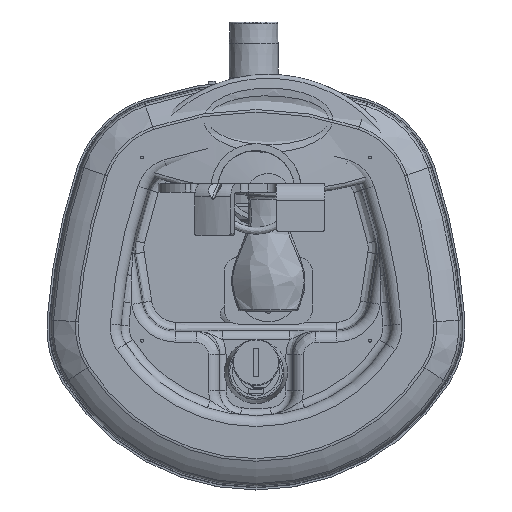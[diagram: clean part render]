
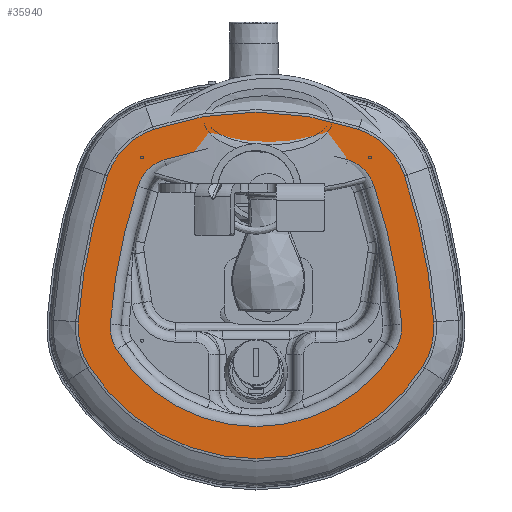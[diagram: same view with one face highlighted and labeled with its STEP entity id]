
A CAD part, top view. The second image highlights one B-rep face of the part: STEP entity #35940.
In plain terms, the highlighted planar face has unit normal (0, 0, 1).
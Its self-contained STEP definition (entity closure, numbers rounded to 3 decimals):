
#2451=FACE_BOUND('',#6691,.T.);
#2716=PLANE('',#38819);
#4492=FACE_OUTER_BOUND('',#6690,.T.);
#6690=EDGE_LOOP('',(#25223,#25224,#25225,#25226,#25227,#25228,#25229,#25230));
#6691=EDGE_LOOP('',(#25231,#25232,#25233,#25234,#25235,#25236,#25237,#25238));
#9196=CIRCLE('',#38794,2.765);
#9198=CIRCLE('',#38797,1.038);
#9200=CIRCLE('',#38800,8.45);
#9202=CIRCLE('',#38803,1.038);
#9204=CIRCLE('',#38806,4.413);
#9206=CIRCLE('',#38809,1.038);
#9208=CIRCLE('',#38812,8.45);
#9210=CIRCLE('',#38815,1.038);
#9213=CIRCLE('',#38820,7.999);
#9214=CIRCLE('',#38821,0.587);
#9215=CIRCLE('',#38822,2.314);
#9216=CIRCLE('',#38823,0.587);
#9217=CIRCLE('',#38824,7.999);
#9218=CIRCLE('',#38825,0.587);
#9219=CIRCLE('',#38826,3.962);
#9220=CIRCLE('',#38827,0.587);
#16139=VERTEX_POINT('',#52255);
#16141=VERTEX_POINT('',#52259);
#16142=VERTEX_POINT('',#52263);
#16143=VERTEX_POINT('',#52267);
#16144=VERTEX_POINT('',#52271);
#16145=VERTEX_POINT('',#52275);
#16146=VERTEX_POINT('',#52279);
#16148=VERTEX_POINT('',#52284);
#16149=VERTEX_POINT('',#52294);
#16150=VERTEX_POINT('',#52295);
#16151=VERTEX_POINT('',#52297);
#16152=VERTEX_POINT('',#52299);
#16153=VERTEX_POINT('',#52301);
#16154=VERTEX_POINT('',#52303);
#16155=VERTEX_POINT('',#52305);
#16156=VERTEX_POINT('',#52307);
#19643=EDGE_CURVE('',#16141,#16139,#9196,.T.);
#19645=EDGE_CURVE('',#16142,#16141,#9198,.T.);
#19647=EDGE_CURVE('',#16143,#16142,#9200,.T.);
#19649=EDGE_CURVE('',#16144,#16143,#9202,.T.);
#19651=EDGE_CURVE('',#16145,#16144,#9204,.T.);
#19653=EDGE_CURVE('',#16146,#16145,#9206,.T.);
#19655=EDGE_CURVE('',#16148,#16146,#9208,.T.);
#19657=EDGE_CURVE('',#16139,#16148,#9210,.T.);
#19660=EDGE_CURVE('',#16149,#16150,#9213,.T.);
#19661=EDGE_CURVE('',#16151,#16149,#9214,.T.);
#19662=EDGE_CURVE('',#16152,#16151,#9215,.T.);
#19663=EDGE_CURVE('',#16153,#16152,#9216,.T.);
#19664=EDGE_CURVE('',#16154,#16153,#9217,.T.);
#19665=EDGE_CURVE('',#16155,#16154,#9218,.T.);
#19666=EDGE_CURVE('',#16156,#16155,#9219,.T.);
#19667=EDGE_CURVE('',#16150,#16156,#9220,.T.);
#25223=ORIENTED_EDGE('',*,*,#19643,.F.);
#25224=ORIENTED_EDGE('',*,*,#19645,.F.);
#25225=ORIENTED_EDGE('',*,*,#19647,.F.);
#25226=ORIENTED_EDGE('',*,*,#19649,.F.);
#25227=ORIENTED_EDGE('',*,*,#19651,.F.);
#25228=ORIENTED_EDGE('',*,*,#19653,.F.);
#25229=ORIENTED_EDGE('',*,*,#19655,.F.);
#25230=ORIENTED_EDGE('',*,*,#19657,.F.);
#25231=ORIENTED_EDGE('',*,*,#19660,.F.);
#25232=ORIENTED_EDGE('',*,*,#19661,.F.);
#25233=ORIENTED_EDGE('',*,*,#19662,.F.);
#25234=ORIENTED_EDGE('',*,*,#19663,.F.);
#25235=ORIENTED_EDGE('',*,*,#19664,.F.);
#25236=ORIENTED_EDGE('',*,*,#19665,.F.);
#25237=ORIENTED_EDGE('',*,*,#19666,.F.);
#25238=ORIENTED_EDGE('',*,*,#19667,.F.);
#35940=ADVANCED_FACE('',(#4492,#2451),#2716,.T.);
#38794=AXIS2_PLACEMENT_3D('',#52261,#42566,#42567);
#38797=AXIS2_PLACEMENT_3D('',#52265,#42572,#42573);
#38800=AXIS2_PLACEMENT_3D('',#52269,#42578,#42579);
#38803=AXIS2_PLACEMENT_3D('',#52273,#42584,#42585);
#38806=AXIS2_PLACEMENT_3D('',#52277,#42590,#42591);
#38809=AXIS2_PLACEMENT_3D('',#52281,#42596,#42597);
#38812=AXIS2_PLACEMENT_3D('',#52286,#42602,#42603);
#38815=AXIS2_PLACEMENT_3D('',#52289,#42608,#42609);
#38819=AXIS2_PLACEMENT_3D('',#52293,#42616,#42617);
#38820=AXIS2_PLACEMENT_3D('',#52296,#42618,#42619);
#38821=AXIS2_PLACEMENT_3D('',#52298,#42620,#42621);
#38822=AXIS2_PLACEMENT_3D('',#52300,#42622,#42623);
#38823=AXIS2_PLACEMENT_3D('',#52302,#42624,#42625);
#38824=AXIS2_PLACEMENT_3D('',#52304,#42626,#42627);
#38825=AXIS2_PLACEMENT_3D('',#52306,#42628,#42629);
#38826=AXIS2_PLACEMENT_3D('',#52308,#42630,#42631);
#38827=AXIS2_PLACEMENT_3D('',#52309,#42632,#42633);
#42566=DIRECTION('center_axis',(0.,0.,-1.));
#42567=DIRECTION('ref_axis',(0.,-1.,0.));
#42572=DIRECTION('center_axis',(0.,0.,-1.));
#42573=DIRECTION('ref_axis',(0.97,-0.242,0.));
#42578=DIRECTION('center_axis',(0.,0.,-1.));
#42579=DIRECTION('ref_axis',(0.98,0.197,0.));
#42584=DIRECTION('center_axis',(0.,0.,-1.));
#42585=DIRECTION('ref_axis',(0.711,0.703,0.));
#42590=DIRECTION('center_axis',(0.,0.,-1.));
#42591=DIRECTION('ref_axis',(0.,1.,0.));
#42596=DIRECTION('center_axis',(0.,0.,-1.));
#42597=DIRECTION('ref_axis',(-0.711,0.703,0.));
#42602=DIRECTION('center_axis',(0.,0.,-1.));
#42603=DIRECTION('ref_axis',(-0.98,0.197,0.));
#42608=DIRECTION('center_axis',(0.,0.,-1.));
#42609=DIRECTION('ref_axis',(-0.97,-0.242,0.));
#42616=DIRECTION('center_axis',(0.,0.,1.));
#42617=DIRECTION('ref_axis',(1.,0.,0.));
#42618=DIRECTION('center_axis',(0.,0.,1.));
#42619=DIRECTION('ref_axis',(0.98,0.197,0.));
#42620=DIRECTION('center_axis',(0.,0.,1.));
#42621=DIRECTION('ref_axis',(0.97,-0.242,0.));
#42622=DIRECTION('center_axis',(0.,0.,1.));
#42623=DIRECTION('ref_axis',(0.,-1.,0.));
#42624=DIRECTION('center_axis',(0.,0.,1.));
#42625=DIRECTION('ref_axis',(-0.97,-0.242,0.));
#42626=DIRECTION('center_axis',(0.,0.,1.));
#42627=DIRECTION('ref_axis',(-0.98,0.197,0.));
#42628=DIRECTION('center_axis',(0.,0.,1.));
#42629=DIRECTION('ref_axis',(-0.711,0.703,0.));
#42630=DIRECTION('center_axis',(0.,0.,1.));
#42631=DIRECTION('ref_axis',(0.,1.,0.));
#42632=DIRECTION('center_axis',(0.,0.,1.));
#42633=DIRECTION('ref_axis',(0.711,0.703,0.));
#52255=CARTESIAN_POINT('',(-2.34,-2.233,1.5));
#52259=CARTESIAN_POINT('',(2.34,-2.233,1.5));
#52261=CARTESIAN_POINT('Origin',(0.,-0.76,
1.5));
#52263=CARTESIAN_POINT('',(2.497,-1.604,1.5));
#52265=CARTESIAN_POINT('Origin',(1.462,-1.68,1.5));
#52267=CARTESIAN_POINT('',(2.085,0.45,1.5));
#52269=CARTESIAN_POINT('Origin',(-5.93,-2.225,1.5));
#52271=CARTESIAN_POINT('',(1.439,1.102,1.5));
#52273=CARTESIAN_POINT('Origin',(1.101,0.121,1.5));
#52275=CARTESIAN_POINT('',(-1.439,1.102,1.5));
#52277=CARTESIAN_POINT('Origin',(0.,-3.069,
1.5));
#52279=CARTESIAN_POINT('',(-2.085,0.45,1.5));
#52281=CARTESIAN_POINT('Origin',(-1.101,0.121,1.5));
#52284=CARTESIAN_POINT('',(-2.497,-1.604,1.5));
#52286=CARTESIAN_POINT('Origin',(5.93,-2.225,1.5));
#52289=CARTESIAN_POINT('Origin',(-1.462,-1.68,1.5));
#52293=CARTESIAN_POINT('Origin',(0.,-1.026,
1.5));
#52294=CARTESIAN_POINT('',(2.047,-1.637,1.5));
#52295=CARTESIAN_POINT('',(1.657,0.307,1.5));
#52296=CARTESIAN_POINT('Origin',(-5.93,-2.225,1.5));
#52297=CARTESIAN_POINT('',(1.958,-1.992,1.5));
#52298=CARTESIAN_POINT('Origin',(1.462,-1.68,1.5));
#52299=CARTESIAN_POINT('',(-1.958,-1.992,1.5));
#52300=CARTESIAN_POINT('Origin',(0.,-0.76,
1.5));
#52301=CARTESIAN_POINT('',(-2.047,-1.637,1.5));
#52302=CARTESIAN_POINT('Origin',(-1.462,-1.68,1.5));
#52303=CARTESIAN_POINT('',(-1.657,0.307,1.5));
#52304=CARTESIAN_POINT('Origin',(5.93,-2.225,1.5));
#52305=CARTESIAN_POINT('',(-1.292,0.676,1.5));
#52306=CARTESIAN_POINT('Origin',(-1.101,0.121,1.5));
#52307=CARTESIAN_POINT('',(1.292,0.676,1.5));
#52308=CARTESIAN_POINT('Origin',(0.,-3.069,
1.5));
#52309=CARTESIAN_POINT('Origin',(1.101,0.121,1.5));
